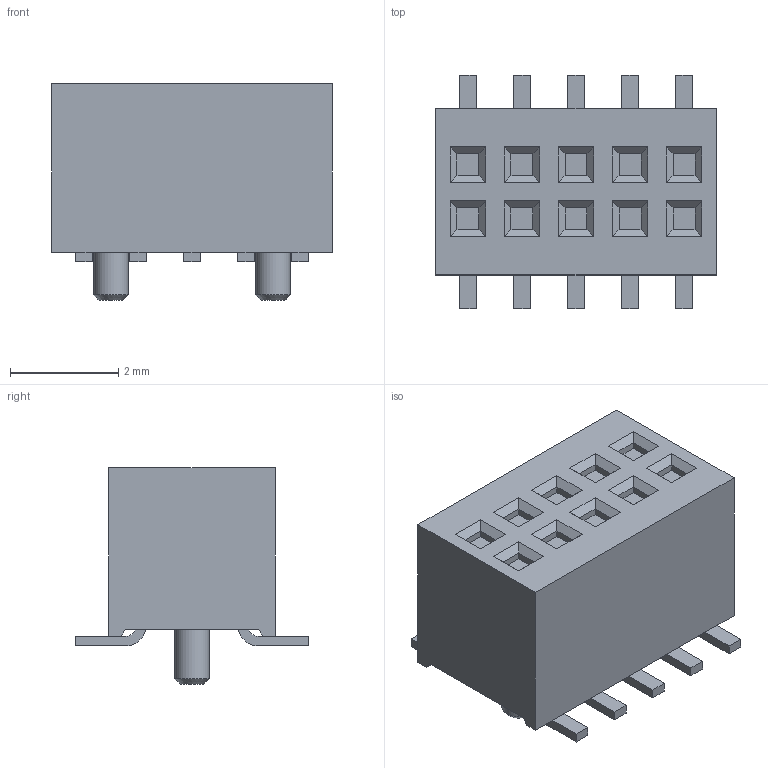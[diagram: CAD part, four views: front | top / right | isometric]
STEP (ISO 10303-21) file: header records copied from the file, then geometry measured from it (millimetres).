
FILE_DESCRIPTION(/* description */ (''),/* implementation_level */ '2;1');
FILE_NAME(/* name */ 'SAMTEC_MLE-105-01-X-DV-A.stp',/* time_stamp */ '2016-06-30T13:28:12+02:00',/* author */ ('bcivel'),/* organization */ (''),/* preprocessor_version */ 'ST-DEVELOPER v16.1',/* originating_system */ 'AutoCAD Mechanical',/* authorisation */ '');
FILE_SCHEMA (('AUTOMOTIVE_DESIGN { 1 0 10303 214 3 1 1 }'));
Length unit declared in the file: millimetre
Products named in the file (1): Product
Bounding box: 5.2 x 4.32 x 4.01 mm (x, y, z)
Volume: 49.1 mm3; surface area: 106.5 mm2
Topology: 13 solids, 13 shells, 208 faces, 474 edges, 302 vertices
Faces by surface type: plane 184, cylinder 22, cone 2
Full cylindrical faces by diameter (mm): 0.635 x2
Entity records: 5715 total; most frequent: CARTESIAN_POINT 981, ORIENTED_EDGE 940, DIRECTION 934, EDGE_CURVE 470, LINE 424, VECTOR 424, VERTEX_POINT 302, AXIS2_PLACEMENT_3D 255
